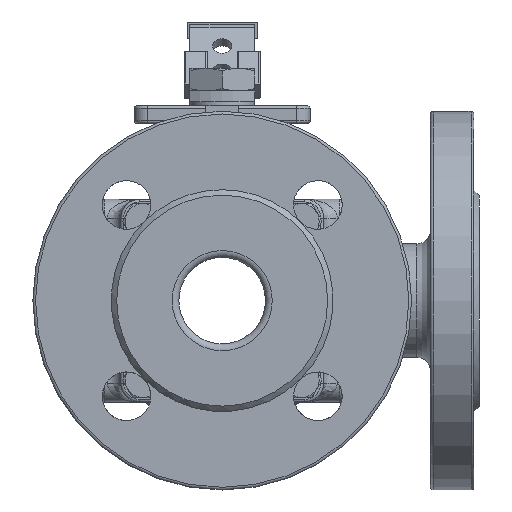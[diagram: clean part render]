
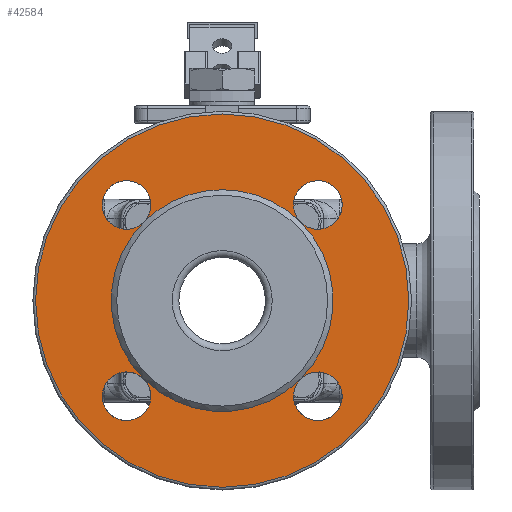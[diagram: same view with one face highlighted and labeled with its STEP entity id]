
A CAD part, left-side view. The second image highlights one B-rep face of the part: STEP entity #42584.
In plain terms, the highlighted planar face has unit normal (-1, 0, 0).
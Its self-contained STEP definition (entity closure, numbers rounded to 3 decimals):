
#42467=CARTESIAN_POINT('',(-93.,0.,69.));
#42468=VERTEX_POINT('',#42467);
#42469=CARTESIAN_POINT('',(-93.,0.,0.));
#42470=DIRECTION('',(1.0,0.0,0.0));
#42471=DIRECTION('',(0.0,0.0,-1.0));
#42472=AXIS2_PLACEMENT_3D('',#42469,#42470,#42471);
#42473=CIRCLE('',#42472,69.0);
#42474=EDGE_CURVE('',#42468,#42468,#42473,.T.);
#42510=CARTESIAN_POINT('',(-93.,0.,55.5));
#42511=DIRECTION('',(-1.0,0.0,0.0));
#42512=DIRECTION('',(0.0,-1.0,0.0));
#42513=AXIS2_PLACEMENT_3D('',#42510,#42511,#42512);
#42514=PLANE('',#42513);
#42515=ORIENTED_EDGE('',*,*,#42474,.F.);
#42516=EDGE_LOOP('',(#42515));
#42517=FACE_OUTER_BOUND('',#42516,.T.);
#42518=CARTESIAN_POINT('',(-93.,28.991,28.991));
#42519=VERTEX_POINT('',#42518);
#42520=CARTESIAN_POINT('',(-93.,-28.991,28.991));
#42521=VERTEX_POINT('',#42520);
#42522=CARTESIAN_POINT('',(-93.,0.,0.));
#42523=DIRECTION('',(1.0,0.0,0.0));
#42524=DIRECTION('',(0.0,0.0,1.0));
#42525=AXIS2_PLACEMENT_3D('',#42522,#42523,#42524);
#42526=CIRCLE('',#42525,41.0);
#42527=EDGE_CURVE('',#42519,#42521,#42526,.T.);
#42528=ORIENTED_EDGE('',*,*,#42527,.T.);
#42529=CARTESIAN_POINT('',(-93.,-35.355,35.355));
#42530=DIRECTION('',(1.0,0.0,0.0));
#42531=DIRECTION('',(0.0,-1.0,0.0));
#42532=AXIS2_PLACEMENT_3D('',#42529,#42530,#42531);
#42533=CIRCLE('',#42532,9.0);
#42534=EDGE_CURVE('',#42521,#42521,#42533,.T.);
#42535=ORIENTED_EDGE('',*,*,#42534,.T.);
#42536=CARTESIAN_POINT('',(-93.,-28.991,-28.991));
#42537=VERTEX_POINT('',#42536);
#42538=CARTESIAN_POINT('',(-93.,0.,0.));
#42539=DIRECTION('',(1.0,0.0,0.0));
#42540=DIRECTION('',(0.0,0.0,1.0));
#42541=AXIS2_PLACEMENT_3D('',#42538,#42539,#42540);
#42542=CIRCLE('',#42541,41.0);
#42543=EDGE_CURVE('',#42521,#42537,#42542,.T.);
#42544=ORIENTED_EDGE('',*,*,#42543,.T.);
#42545=CARTESIAN_POINT('',(-93.,-35.355,-35.355));
#42546=DIRECTION('',(1.0,0.0,0.0));
#42547=DIRECTION('',(0.0,-1.0,0.0));
#42548=AXIS2_PLACEMENT_3D('',#42545,#42546,#42547);
#42549=CIRCLE('',#42548,9.0);
#42550=EDGE_CURVE('',#42537,#42537,#42549,.T.);
#42551=ORIENTED_EDGE('',*,*,#42550,.T.);
#42552=CARTESIAN_POINT('',(-93.,28.991,-28.991));
#42553=VERTEX_POINT('',#42552);
#42554=CARTESIAN_POINT('',(-93.,0.,0.));
#42555=DIRECTION('',(1.0,0.0,0.0));
#42556=DIRECTION('',(0.0,0.0,1.0));
#42557=AXIS2_PLACEMENT_3D('',#42554,#42555,#42556);
#42558=CIRCLE('',#42557,41.0);
#42559=EDGE_CURVE('',#42537,#42553,#42558,.T.);
#42560=ORIENTED_EDGE('',*,*,#42559,.T.);
#42561=CARTESIAN_POINT('',(-93.,35.355,-35.355));
#42562=DIRECTION('',(1.0,0.0,0.0));
#42563=DIRECTION('',(0.0,-1.0,0.0));
#42564=AXIS2_PLACEMENT_3D('',#42561,#42562,#42563);
#42565=CIRCLE('',#42564,9.0);
#42566=EDGE_CURVE('',#42553,#42553,#42565,.T.);
#42567=ORIENTED_EDGE('',*,*,#42566,.T.);
#42568=CARTESIAN_POINT('',(-93.,0.,0.));
#42569=DIRECTION('',(1.0,0.0,0.0));
#42570=DIRECTION('',(0.0,0.0,1.0));
#42571=AXIS2_PLACEMENT_3D('',#42568,#42569,#42570);
#42572=CIRCLE('',#42571,41.0);
#42573=EDGE_CURVE('',#42553,#42519,#42572,.T.);
#42574=ORIENTED_EDGE('',*,*,#42573,.T.);
#42575=CARTESIAN_POINT('',(-93.,35.355,35.355));
#42576=DIRECTION('',(1.0,0.0,0.0));
#42577=DIRECTION('',(0.0,-1.0,0.0));
#42578=AXIS2_PLACEMENT_3D('',#42575,#42576,#42577);
#42579=CIRCLE('',#42578,9.0);
#42580=EDGE_CURVE('',#42519,#42519,#42579,.T.);
#42581=ORIENTED_EDGE('',*,*,#42580,.T.);
#42582=EDGE_LOOP('',(#42528,#42535,#42544,#42551,#42560,#42567,#42574,#42581));
#42583=FACE_BOUND('',#42582,.T.);
#42584=ADVANCED_FACE('',(#42517,#42583),#42514,.T.);
